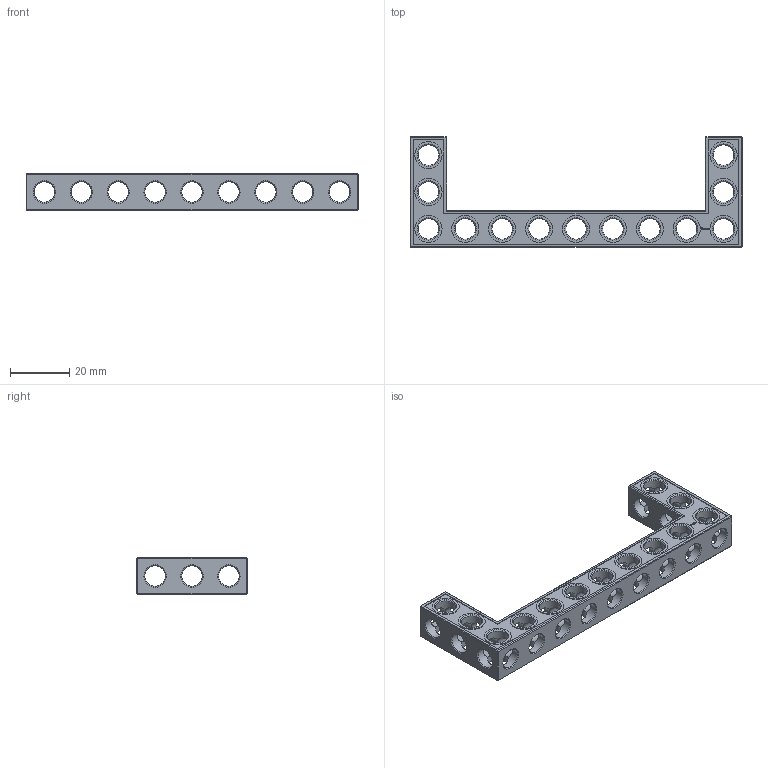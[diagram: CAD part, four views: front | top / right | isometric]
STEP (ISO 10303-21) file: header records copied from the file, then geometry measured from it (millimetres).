
FILE_DESCRIPTION(('FreeCAD Model'),'2;1');
FILE_NAME('Open CASCADE Shape Model','2022-02-23T22:08:13',( 'Paulo Kiefe'),('STEMFIE.org'),'Open CASCADE STEP processor 7.5', 'FreeCAD','Unknown');
FILE_SCHEMA(('AUTOMOTIVE_DESIGN { 1 0 10303 214 1 1 1 1 }'));
Products named in the file (1): Beam AGD ESS USH SYM BU09x03x01 - SPN-BEM-0424 (stemfie.org)
Bounding box: 112.5 x 37.5 x 12.5 mm (x, y, z)
Volume: 12696.5 mm3; surface area: 11481.4 mm2
Topology: 1 solids, 1 shells, 653 faces, 1885 edges, 1229 vertices
Faces by surface type: plane 404, extrusion 116, cylinder 79, cone 54
Full cylindrical faces by diameter (mm): 6.98 x8, 7 x58, 9.2 x13
Entity records: 69032 total; most frequent: CARTESIAN_POINT 32953, DIRECTION 6021, VECTOR 4252, LINE 4136, ORIENTED_EDGE 3770, PCURVE 3770, DEFINITIONAL_REPRESENTATION 3770, EDGE_CURVE 1885
